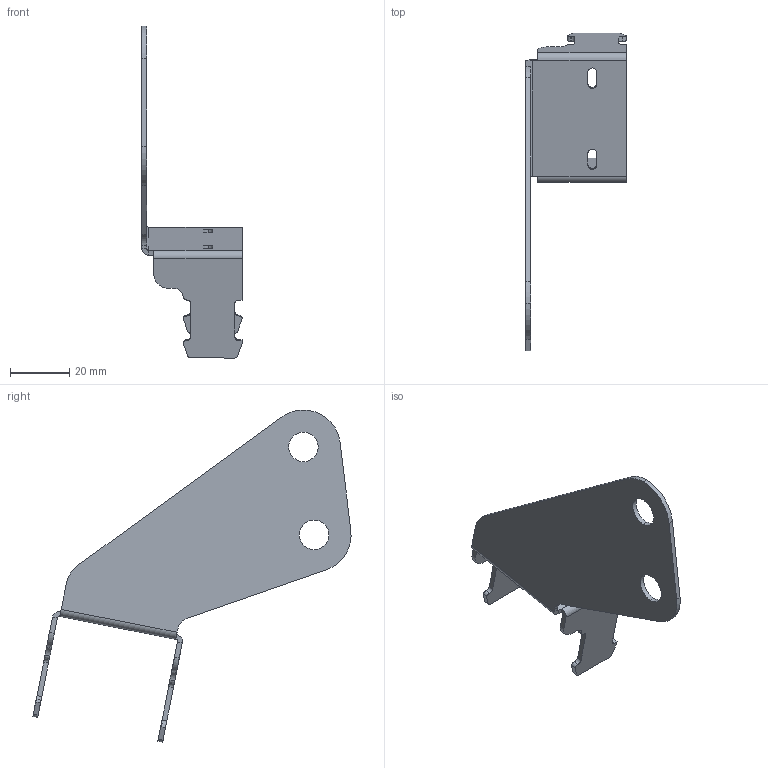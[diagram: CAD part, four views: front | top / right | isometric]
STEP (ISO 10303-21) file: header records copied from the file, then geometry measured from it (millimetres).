
FILE_DESCRIPTION (( 'STEP AP214' ), '1' );
FILE_NAME ('34 - bracket starter relay.STEP', '2016-11-26T22:46:23', ( '' ), ( '' ), 'SwSTEP 2.0', 'SolidWorks 2014', '' );
FILE_SCHEMA (( 'AUTOMOTIVE_DESIGN' ));
Length unit declared in the file: millimetre
Products named in the file (1): 34 - bracket starter relay
Bounding box: 34.03 x 107.71 x 112.41 mm (x, y, z)
Volume: 11186.7 mm3; surface area: 14513.4 mm2
Topology: 1 solids, 1 shells, 96 faces, 258 edges, 164 vertices
Faces by surface type: plane 51, cylinder 45
Entity records: 3050 total; most frequent: DIRECTION 542, CARTESIAN_POINT 519, ORIENTED_EDGE 516, EDGE_CURVE 258, AXIS2_PLACEMENT_3D 187, LINE 168, VECTOR 168, VERTEX_POINT 164
